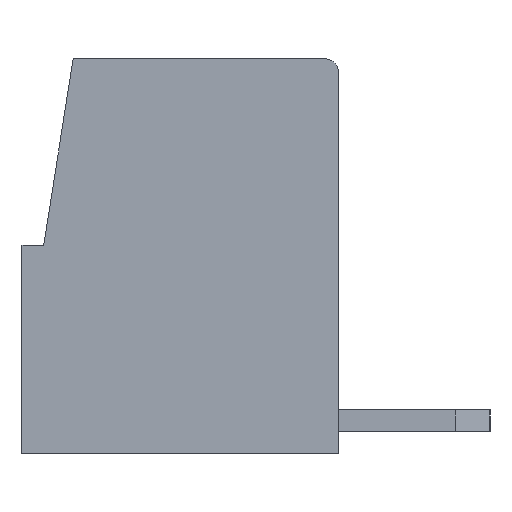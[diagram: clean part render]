
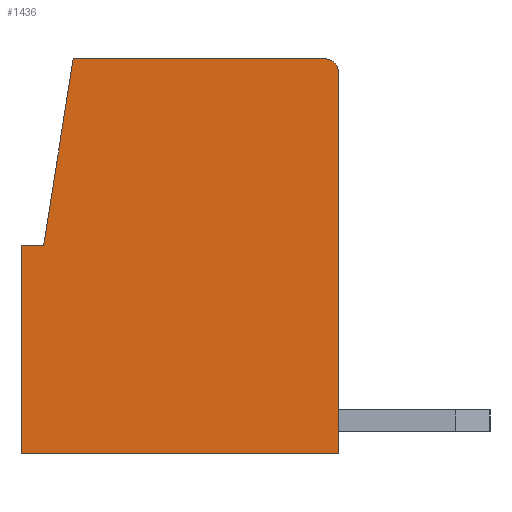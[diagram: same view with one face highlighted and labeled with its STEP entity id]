
A CAD part, left-side view. The second image highlights one B-rep face of the part: STEP entity #1436.
In plain terms, the highlighted planar face has unit normal (-1, 0, 0).
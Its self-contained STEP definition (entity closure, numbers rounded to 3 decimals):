
#1436 = ADVANCED_FACE( '', ( #2907 ), #2908, .F. );
#2907 = FACE_OUTER_BOUND( '', #4359, .T. );
#2908 = PLANE( '', #4360 );
#4359 = EDGE_LOOP( '', ( #8494, #8495, #8496, #8497, #8498, #8499, #8500 ) );
#4360 = AXIS2_PLACEMENT_3D( '', #8501, #8502, #8503 );
#8494 = ORIENTED_EDGE( '', *, *, #9295, .T. );
#8495 = ORIENTED_EDGE( '', *, *, #9709, .F. );
#8496 = ORIENTED_EDGE( '', *, *, #9404, .F. );
#8497 = ORIENTED_EDGE( '', *, *, #9679, .T. );
#8498 = ORIENTED_EDGE( '', *, *, #8878, .T. );
#8499 = ORIENTED_EDGE( '', *, *, #9716, .T. );
#8500 = ORIENTED_EDGE( '', *, *, #10181, .T. );
#8501 = CARTESIAN_POINT( '', ( -1.905, -11.88, 0. ) );
#8502 = DIRECTION( '', ( 1., 0., 0. ) );
#8503 = DIRECTION( '', ( 0., 1., 0. ) );
#8878 = EDGE_CURVE( '', #10759, #10760, #10761, .T. );
#9295 = EDGE_CURVE( '', #11445, #11443, #11446, .T. );
#9404 = EDGE_CURVE( '', #11609, #11611, #11612, .T. );
#9679 = EDGE_CURVE( '', #11609, #10759, #12008, .T. );
#9709 = EDGE_CURVE( '', #11611, #11443, #12042, .T. );
#9716 = EDGE_CURVE( '', #10760, #12050, #12051, .T. );
#10181 = EDGE_CURVE( '', #12050, #11445, #12590, .T. );
#10759 = VERTEX_POINT( '', #13407 );
#10760 = VERTEX_POINT( '', #13408 );
#10761 = LINE( '', #13409, #13410 );
#11443 = VERTEX_POINT( '', #14413 );
#11445 = VERTEX_POINT( '', #14416 );
#11446 = LINE( '', #14417, #14418 );
#11609 = VERTEX_POINT( '', #14666 );
#11611 = VERTEX_POINT( '', #14669 );
#11612 = LINE( '', #14670, #14671 );
#12008 = LINE( '', #15252, #15253 );
#12042 = CIRCLE( '', #15306, 0.3 );
#12050 = VERTEX_POINT( '', #15317 );
#12051 = LINE( '', #15318, #15319 );
#12590 = LINE( '', #16100, #16101 );
#13407 = CARTESIAN_POINT( '', ( -1.905, -0.5, 4.8 ) );
#13408 = CARTESIAN_POINT( '', ( -1.905, 0., 4.8 ) );
#13409 = CARTESIAN_POINT( '', ( -1.905, -3.5, 4.8 ) );
#13410 = VECTOR( '', #16426, 1000. );
#14413 = CARTESIAN_POINT( '', ( -1.905, -7.3, 8.8 ) );
#14416 = CARTESIAN_POINT( '', ( -1.905, -7.3, 0. ) );
#14417 = CARTESIAN_POINT( '', ( -1.905, -7.3, 0. ) );
#14418 = VECTOR( '', #16794, 1000. );
#14666 = CARTESIAN_POINT( '', ( -1.905, -1.181, 9.1 ) );
#14669 = CARTESIAN_POINT( '', ( -1.905, -7., 9.1 ) );
#14670 = CARTESIAN_POINT( '', ( -1.905, -3.5, 9.1 ) );
#14671 = VECTOR( '', #16887, 1000. );
#15252 = CARTESIAN_POINT( '', ( -1.905, 0.26, 0. ) );
#15253 = VECTOR( '', #17121, 1000. );
#15306 = AXIS2_PLACEMENT_3D( '', #17141, #17142, #17143 );
#15317 = CARTESIAN_POINT( '', ( -1.905, 0., 0. ) );
#15318 = CARTESIAN_POINT( '', ( -1.905, 0., 0. ) );
#15319 = VECTOR( '', #17150, 1000. );
#16100 = CARTESIAN_POINT( '', ( -1.905, -3.5, 0. ) );
#16101 = VECTOR( '', #17435, 1000. );
#16426 = DIRECTION( '', ( 0., 1., 0. ) );
#16794 = DIRECTION( '', ( 0., 0., 1. ) );
#16887 = DIRECTION( '', ( 0., -1., 0. ) );
#17121 = DIRECTION( '', ( 0., 0.156, -0.988 ) );
#17141 = CARTESIAN_POINT( '', ( -1.905, -7., 8.8 ) );
#17142 = DIRECTION( '', ( 1., 0., 0. ) );
#17143 = DIRECTION( '', ( 0., -1., 0. ) );
#17150 = DIRECTION( '', ( 0., 0., -1. ) );
#17435 = DIRECTION( '', ( 0., -1., 0. ) );
